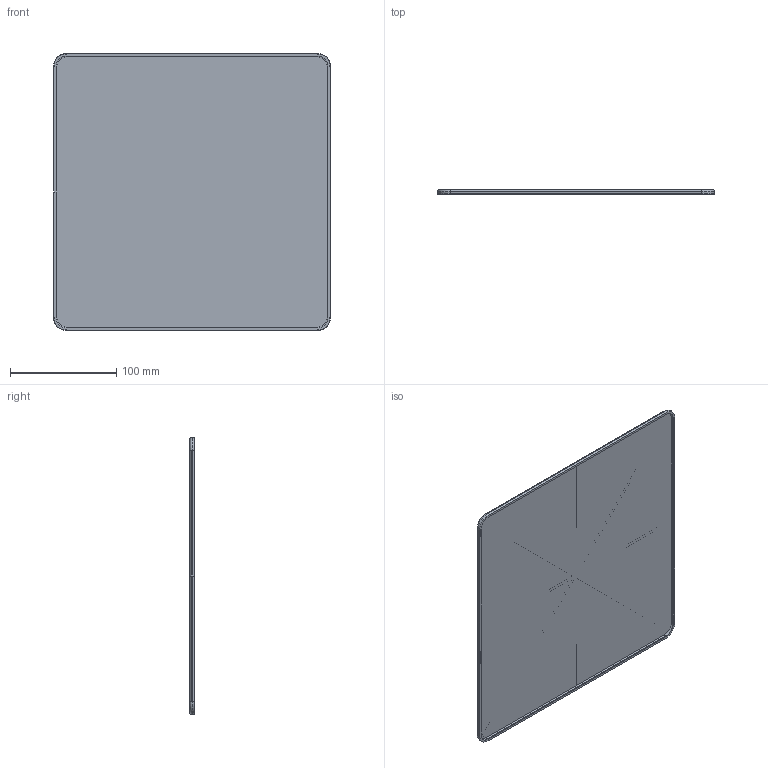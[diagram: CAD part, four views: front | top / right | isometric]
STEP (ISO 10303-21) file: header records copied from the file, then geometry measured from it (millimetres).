
FILE_DESCRIPTION (( 'STEP AP214' ), '1' );
FILE_NAME ('plateau.STEP', '2021-10-30T09:35:12', ( '' ), ( '' ), 'SwSTEP 2.0', 'SolidWorks 2016', '' );
FILE_SCHEMA (( 'AUTOMOTIVE_DESIGN' ));
Length unit declared in the file: millimetre
Products named in the file (1): plateau
Bounding box: 260.92 x 4.12 x 260.92 mm (x, y, z)
Volume: 136134.2 mm3; surface area: 143311.3 mm2
Topology: 1 solids, 1 shells, 97 faces, 223 edges, 128 vertices
Faces by surface type: plane 57, cylinder 24, torus 8, cone 8
Entity records: 2707 total; most frequent: DIRECTION 491, CARTESIAN_POINT 449, ORIENTED_EDGE 446, EDGE_CURVE 223, AXIS2_PLACEMENT_3D 170, LINE 151, VECTOR 151, VERTEX_POINT 128
